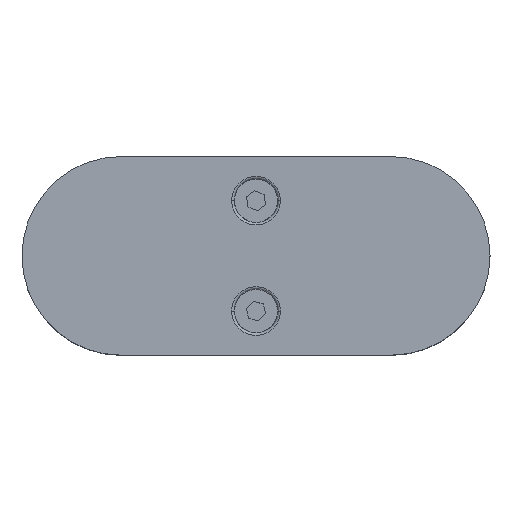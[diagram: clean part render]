
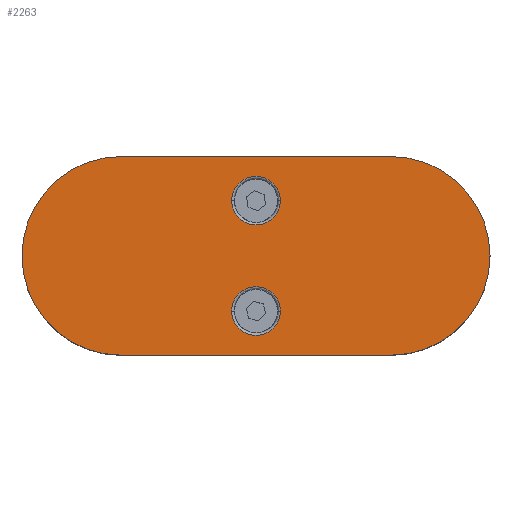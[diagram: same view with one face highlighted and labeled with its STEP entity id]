
A CAD part, top view. The second image highlights one B-rep face of the part: STEP entity #2263.
In plain terms, the highlighted planar face has unit normal (0, 0, 1).
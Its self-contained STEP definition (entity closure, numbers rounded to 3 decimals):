
#34 = CIRCLE ( 'NONE', #3106, 5.5 ) ;
#65 = DIRECTION ( 'NONE',  ( 1., 0., 0. ) ) ;
#81 = CARTESIAN_POINT ( 'NONE',  ( 30.5, -22.5, 15. ) ) ;
#109 = CARTESIAN_POINT ( 'NONE',  ( -30.5, 0., 15. ) ) ;
#160 = FACE_BOUND ( 'NONE', #1341, .T. ) ;
#184 = ORIENTED_EDGE ( 'NONE', *, *, #3303, .T. ) ;
#229 = CARTESIAN_POINT ( 'NONE',  ( 30.5, 0., 15. ) ) ;
#230 = VERTEX_POINT ( 'NONE', #3697 ) ;
#285 = CARTESIAN_POINT ( 'NONE',  ( -30.5, -22.5, 15. ) ) ;
#354 = CARTESIAN_POINT ( 'NONE',  ( -30.5, 0., 15. ) ) ;
#379 = DIRECTION ( 'NONE',  ( 1., 0., 0. ) ) ;
#477 = EDGE_CURVE ( 'NONE', #3374, #1052, #3139, .T. ) ;
#546 = CARTESIAN_POINT ( 'NONE',  ( 0., 12.5, 15. ) ) ;
#590 = DIRECTION ( 'NONE',  ( 1., 0., 0. ) ) ;
#635 = AXIS2_PLACEMENT_3D ( 'NONE', #3183, #2075, #1577 ) ;
#682 = FACE_OUTER_BOUND ( 'NONE', #1490, .T. ) ;
#813 = CIRCLE ( 'NONE', #635, 5.5 ) ;
#909 = DIRECTION ( 'NONE',  ( 0., 0., 1. ) ) ;
#1016 = LINE ( 'NONE', #3538, #3215 ) ;
#1052 = VERTEX_POINT ( 'NONE', #3072 ) ;
#1089 = ORIENTED_EDGE ( 'NONE', *, *, #2512, .T. ) ;
#1116 = AXIS2_PLACEMENT_3D ( 'NONE', #1752, #909, #2331 ) ;
#1122 = AXIS2_PLACEMENT_3D ( 'NONE', #354, #2356, #65 ) ;
#1164 = VERTEX_POINT ( 'NONE', #2469 ) ;
#1341 = EDGE_LOOP ( 'NONE', ( #2915, #1089 ) ) ;
#1353 = ORIENTED_EDGE ( 'NONE', *, *, #477, .T. ) ;
#1366 = DIRECTION ( 'NONE',  ( 1., 0., 0. ) ) ;
#1390 = EDGE_LOOP ( 'NONE', ( #1353, #184 ) ) ;
#1395 = AXIS2_PLACEMENT_3D ( 'NONE', #2188, #2801, #1366 ) ;
#1490 = EDGE_LOOP ( 'NONE', ( #1510, #2755, #2831, #2315, #2192 ) ) ;
#1510 = ORIENTED_EDGE ( 'NONE', *, *, #2437, .T. ) ;
#1551 = DIRECTION ( 'NONE',  ( -1., 0., 0. ) ) ;
#1565 = EDGE_CURVE ( 'NONE', #2993, #230, #2186, .T. ) ;
#1577 = DIRECTION ( 'NONE',  ( 1., 0., 0. ) ) ;
#1587 = CIRCLE ( 'NONE', #1116, 22.5 ) ;
#1674 = DIRECTION ( 'NONE',  ( 1., 0., 0. ) ) ;
#1702 = EDGE_CURVE ( 'NONE', #3689, #3554, #1587, .T. ) ;
#1713 = CARTESIAN_POINT ( 'NONE',  ( -30.5, 22.5, 15. ) ) ;
#1750 = CARTESIAN_POINT ( 'NONE',  ( 5.5, 12.5, 15. ) ) ;
#1752 = CARTESIAN_POINT ( 'NONE',  ( -30.5, 0., 15. ) ) ;
#1805 = CARTESIAN_POINT ( 'NONE',  ( 0., -12.5, 15. ) ) ;
#1893 = AXIS2_PLACEMENT_3D ( 'NONE', #229, #1957, #1674 ) ;
#1928 = CARTESIAN_POINT ( 'NONE',  ( -53., 0., 15. ) ) ;
#1957 = DIRECTION ( 'NONE',  ( 0., 0., 1. ) ) ;
#1966 = DIRECTION ( 'NONE',  ( 1., 0., 0. ) ) ;
#2021 = VERTEX_POINT ( 'NONE', #1750 ) ;
#2075 = DIRECTION ( 'NONE',  ( 0., 0., -1. ) ) ;
#2080 = CARTESIAN_POINT ( 'NONE',  ( 5.5, -12.5, 15. ) ) ;
#2133 = CIRCLE ( 'NONE', #1122, 22.5 ) ;
#2186 = CIRCLE ( 'NONE', #1893, 22.5 ) ;
#2188 = CARTESIAN_POINT ( 'NONE',  ( 0., -12.5, 15. ) ) ;
#2192 = ORIENTED_EDGE ( 'NONE', *, *, #2257, .T. ) ;
#2197 = CIRCLE ( 'NONE', #3281, 5.5 ) ;
#2257 = EDGE_CURVE ( 'NONE', #230, #3430, #1016, .T. ) ;
#2263 = ADVANCED_FACE ( 'NONE', ( #3306, #160, #682 ), #2403, .T. ) ;
#2315 = ORIENTED_EDGE ( 'NONE', *, *, #1565, .T. ) ;
#2331 = DIRECTION ( 'NONE',  ( 1., 0., 0. ) ) ;
#2342 = CARTESIAN_POINT ( 'NONE',  ( -30.5, -22.5, 15. ) ) ;
#2356 = DIRECTION ( 'NONE',  ( 0., 0., 1. ) ) ;
#2403 = PLANE ( 'NONE',  #3096 ) ;
#2419 = DIRECTION ( 'NONE',  ( 0., 0., 1. ) ) ;
#2437 = EDGE_CURVE ( 'NONE', #3430, #3689, #2133, .T. ) ;
#2469 = CARTESIAN_POINT ( 'NONE',  ( -5.5, 12.5, 15. ) ) ;
#2486 = EDGE_CURVE ( 'NONE', #3554, #2993, #3168, .T. ) ;
#2512 = EDGE_CURVE ( 'NONE', #1164, #2021, #813, .T. ) ;
#2700 = EDGE_CURVE ( 'NONE', #2021, #1164, #2197, .T. ) ;
#2755 = ORIENTED_EDGE ( 'NONE', *, *, #1702, .T. ) ;
#2801 = DIRECTION ( 'NONE',  ( 0., 0., -1. ) ) ;
#2831 = ORIENTED_EDGE ( 'NONE', *, *, #2486, .T. ) ;
#2848 = DIRECTION ( 'NONE',  ( 0., 0., -1. ) ) ;
#2915 = ORIENTED_EDGE ( 'NONE', *, *, #2700, .T. ) ;
#2993 = VERTEX_POINT ( 'NONE', #81 ) ;
#3072 = CARTESIAN_POINT ( 'NONE',  ( -5.5, -12.5, 15. ) ) ;
#3096 = AXIS2_PLACEMENT_3D ( 'NONE', #109, #2419, #3552 ) ;
#3099 = VECTOR ( 'NONE', #590, 1000. ) ;
#3106 = AXIS2_PLACEMENT_3D ( 'NONE', #1805, #2848, #379 ) ;
#3139 = CIRCLE ( 'NONE', #1395, 5.5 ) ;
#3168 = LINE ( 'NONE', #2342, #3099 ) ;
#3183 = CARTESIAN_POINT ( 'NONE',  ( 0., 12.5, 15. ) ) ;
#3215 = VECTOR ( 'NONE', #1551, 1000. ) ;
#3281 = AXIS2_PLACEMENT_3D ( 'NONE', #546, #3600, #1966 ) ;
#3303 = EDGE_CURVE ( 'NONE', #1052, #3374, #34, .T. ) ;
#3306 = FACE_BOUND ( 'NONE', #1390, .T. ) ;
#3374 = VERTEX_POINT ( 'NONE', #2080 ) ;
#3430 = VERTEX_POINT ( 'NONE', #1713 ) ;
#3538 = CARTESIAN_POINT ( 'NONE',  ( -30.5, 22.5, 15. ) ) ;
#3552 = DIRECTION ( 'NONE',  ( 1., 0., 0. ) ) ;
#3554 = VERTEX_POINT ( 'NONE', #285 ) ;
#3600 = DIRECTION ( 'NONE',  ( 0., 0., -1. ) ) ;
#3689 = VERTEX_POINT ( 'NONE', #1928 ) ;
#3697 = CARTESIAN_POINT ( 'NONE',  ( 30.5, 22.5, 15. ) ) ;
